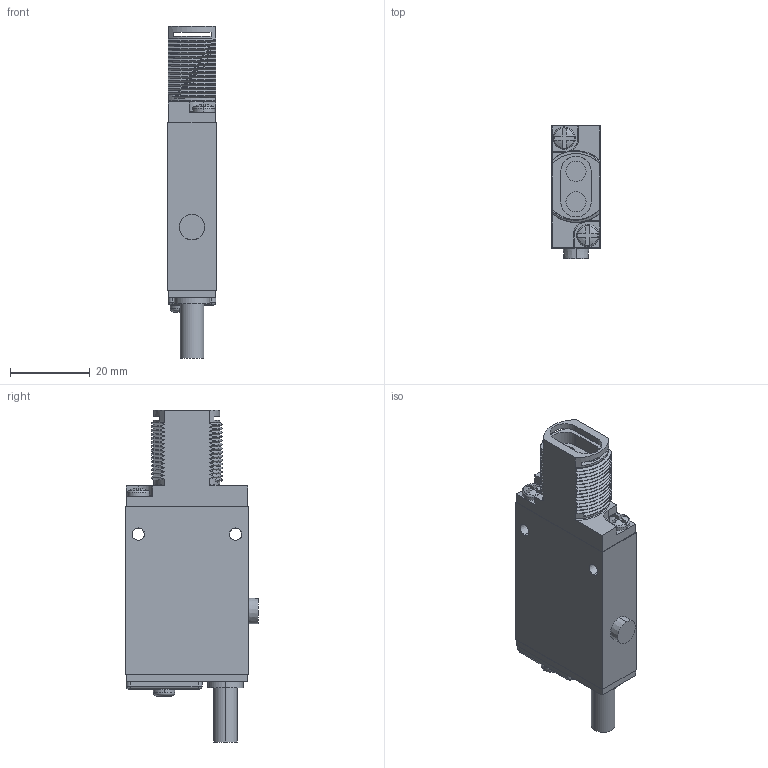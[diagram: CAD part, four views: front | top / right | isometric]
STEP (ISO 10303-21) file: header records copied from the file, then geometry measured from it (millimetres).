
FILE_DESCRIPTION((''),'2;1');
FILE_NAME('154477_SM01_ASM','2025-09-17T10:20:10',('banengservice'),('BANNER ENGINEERING'),'CREO PARAMETRIC BY PTC INC, 2022414','CREO PARAMETRIC BY PTC INC, 2022414','');
FILE_SCHEMA(('CONFIG_CONTROL_DESIGN'));
Products named in the file (3): 154477_EP01; 09460_WEB; 154477_SM01_ASM
Assembly tree (2 placements, depth 2):
  154477_SM01_ASM
    154477_EP01
    09460_WEB
Bounding box: 12.04 x 33.32 x 83.24 mm (x, y, z)
Volume: 22424.9 mm3; surface area: 8064.9 mm2
Topology: 2 solids, 2 shells, 287 faces, 778 edges, 510 vertices
Faces by surface type: bspline 100, cylinder 77, plane 76, cone 16, torus 10, sphere 8
Entity records: 14535 total; most frequent: CARTESIAN_POINT 7881, ORIENTED_EDGE 1556, DIRECTION 1064, EDGE_CURVE 778, VERTEX_POINT 510, AXIS2_PLACEMENT_3D 368, VECTOR 328, LINE 328
